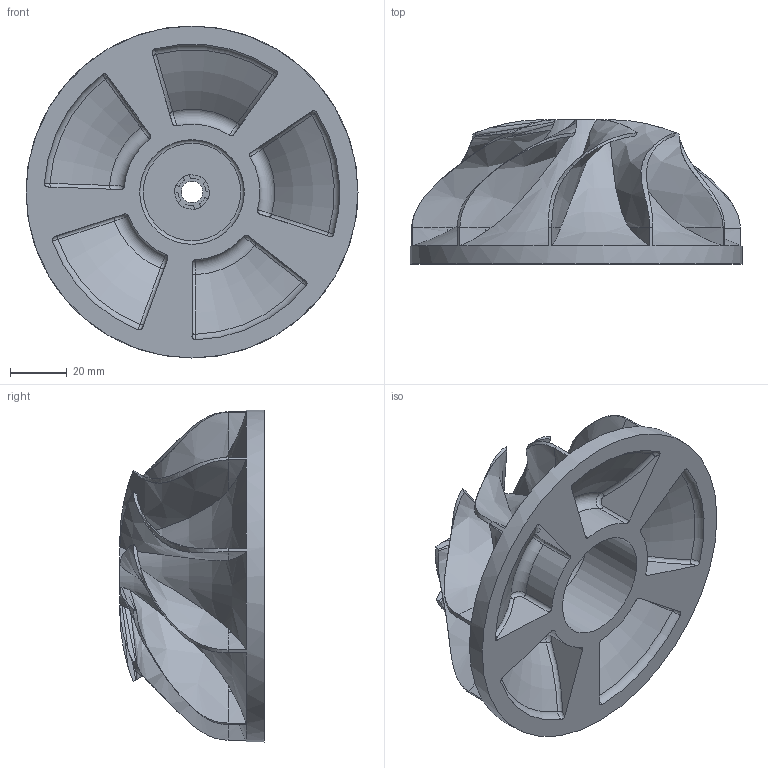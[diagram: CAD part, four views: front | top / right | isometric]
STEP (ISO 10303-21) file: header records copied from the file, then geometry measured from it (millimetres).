
FILE_DESCRIPTION(/* description */ (''),/* implementation_level */ '2;1');
FILE_NAME(/* name */ 'Turbine.stp',/* time_stamp */ '2014-12-12T21:23:27+02:00',/* author */ ('Bijan'),/* organization */ (''),/* preprocessor_version */ 'ST-DEVELOPER v15.6',/* originating_system */ 'Autodesk Inventor 2015',/* authorisation */ '');
FILE_SCHEMA (('AUTOMOTIVE_DESIGN { 1 0 10303 214 3 1 1 }'));
Length unit declared in the file: inch
Products named in the file (1): Turbine
Bounding box: 116.86 x 50.8 x 116.86 mm (x, y, z)
Volume: 151950.2 mm3; surface area: 56052.1 mm2
Topology: 1 solids, 1 shells, 226 faces, 609 edges, 392 vertices
Faces by surface type: bspline 90, cylinder 62, plane 48, torus 26
Full cylindrical faces by diameter (mm): 7.62 x1, 36.83 x1, 116.862 x1
Entity records: 10802 total; most frequent: CARTESIAN_POINT 5658, ORIENTED_EDGE 1208, DIRECTION 866, EDGE_CURVE 604, VERTEX_POINT 391, AXIS2_PLACEMENT_3D 355, EDGE_LOOP 239, B_SPLINE_CURVE_WITH_KNOTS 230
